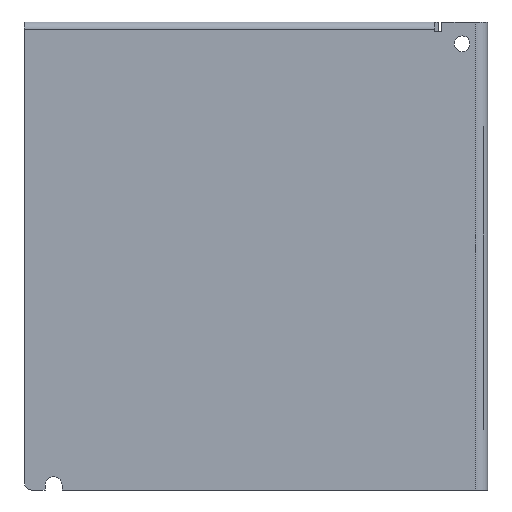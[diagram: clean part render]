
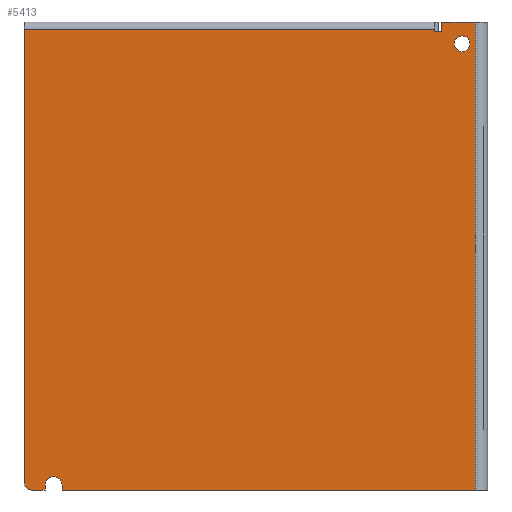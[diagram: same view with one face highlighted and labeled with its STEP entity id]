
A CAD part, front view. The second image highlights one B-rep face of the part: STEP entity #5413.
In plain terms, the highlighted planar face has unit normal (0, -1, 0).
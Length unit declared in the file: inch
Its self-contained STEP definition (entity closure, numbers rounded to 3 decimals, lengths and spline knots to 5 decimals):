
#3148 = VERTEX_POINT ( 'NONE', #11105 ) ;
#3161 = VERTEX_POINT ( 'NONE', #11118 ) ;
#3166 = VERTEX_POINT ( 'NONE', #11123 ) ;
#3254 = VERTEX_POINT ( 'NONE', #11211 ) ;
#3267 = VERTEX_POINT ( 'NONE', #11224 ) ;
#3275 = VERTEX_POINT ( 'NONE', #11232 ) ;
#3748 = EDGE_CURVE ( 'NONE', #3254, #3267, #27090, .T. ) ;
#3749 = EDGE_CURVE ( 'NONE', #3166, #3148, #10354, .T. ) ;
#3756 = EDGE_CURVE ( 'NONE', #3275, #3161, #27108, .T. ) ;
#5413 = ADVANCED_FACE ( 'NONE', ( #18059, #18060 ), #21427, .T. ) ;
#10354 = LINE ( 'NONE', #12076, #27097 ) ;
#11105 = CARTESIAN_POINT ( 'NONE',  ( 1.81, -0.75, -3.86 ) ) ;
#11118 = CARTESIAN_POINT ( 'NONE',  ( 1.7, -0.75, -0.245 ) ) ;
#11123 = CARTESIAN_POINT ( 'NONE',  ( -1.6, -0.75, -3.86 ) ) ;
#11211 = CARTESIAN_POINT ( 'NONE',  ( -1.6, -0.75, -3.82 ) ) ;
#11224 = CARTESIAN_POINT ( 'NONE',  ( -1.67, -0.75, -3.75 ) ) ;
#11232 = CARTESIAN_POINT ( 'NONE',  ( 1.7, -0.75, -0.115 ) ) ;
#12073 = CARTESIAN_POINT ( 'NONE',  ( -1.67, -0.75, -3.82 ) ) ;
#12074 = DIRECTION ( 'NONE',  ( 0., -1., 0. ) ) ;
#12075 = DIRECTION ( 'NONE',  ( 0., 0., -1. ) ) ;
#12076 = CARTESIAN_POINT ( 'NONE',  ( -1.91, -0.75, -3.86 ) ) ;
#12077 = DIRECTION ( 'NONE',  ( 1., 0., 0. ) ) ;
#12091 = CARTESIAN_POINT ( 'NONE',  ( 1.7, -0.75, -0.18 ) ) ;
#12092 = DIRECTION ( 'NONE',  ( 0., -1., 0. ) ) ;
#12093 = DIRECTION ( 'NONE',  ( 0., 0., -1. ) ) ;
#18059 = FACE_OUTER_BOUND ( 'NONE', #31937, .T. ) ;
#18060 = FACE_BOUND ( 'NONE', #32072, .T. ) ;
#18166 = LINE ( 'NONE', #21756, #20760 ) ;
#18168 = LINE ( 'NONE', #21769, #20767 ) ;
#18169 = LINE ( 'NONE', #21771, #20768 ) ;
#18170 = LINE ( 'NONE', #21773, #20770 ) ;
#18171 = LINE ( 'NONE', #21775, #20772 ) ;
#18173 = LINE ( 'NONE', #21782, #20775 ) ;
#18175 = LINE ( 'NONE', #21789, #20778 ) ;
#18189 = LINE ( 'NONE', #21835, #20805 ) ;
#18228 = LINE ( 'NONE', #22414, #21942 ) ;
#18391 = LINE ( 'NONE', #23271, #22092 ) ;
#20665 = AXIS2_PLACEMENT_3D ( 'NONE', #21428, #21429, #21430 ) ;
#20745 = CIRCLE ( 'NONE', #20766, 0.06 ) ;
#20760 = VECTOR ( 'NONE', #21757, 39.37008 ) ;
#20766 = AXIS2_PLACEMENT_3D ( 'NONE', #21766, #21767, #21768 ) ;
#20767 = VECTOR ( 'NONE', #21770, 39.37008 ) ;
#20768 = VECTOR ( 'NONE', #21772, 39.37008 ) ;
#20769 = CIRCLE ( 'NONE', #20797, 0.065 ) ;
#20770 = VECTOR ( 'NONE', #21774, 39.37008 ) ;
#20772 = VECTOR ( 'NONE', #21776, 39.37008 ) ;
#20775 = VECTOR ( 'NONE', #21783, 39.37008 ) ;
#20778 = VECTOR ( 'NONE', #21790, 39.37008 ) ;
#20788 = CIRCLE ( 'NONE', #20803, 0.07 ) ;
#20797 = AXIS2_PLACEMENT_3D ( 'NONE', #21822, #21823, #21824 ) ;
#20803 = AXIS2_PLACEMENT_3D ( 'NONE', #21832, #21833, #21834 ) ;
#20805 = VECTOR ( 'NONE', #21836, 39.37008 ) ;
#21427 = PLANE ( 'NONE',  #20665 ) ;
#21428 = CARTESIAN_POINT ( 'NONE',  ( -1.91, -0.75, -3.86 ) ) ;
#21429 = DIRECTION ( 'NONE',  ( 0., -1., 0. ) ) ;
#21430 = DIRECTION ( 'NONE',  ( 0., 0., -1. ) ) ;
#21756 = CARTESIAN_POINT ( 'NONE',  ( -1.91, -0.75, -3.86 ) ) ;
#21757 = DIRECTION ( 'NONE',  ( 1., 0., 0. ) ) ;
#21766 = CARTESIAN_POINT ( 'NONE',  ( -1.85, -0.75, -3.8 ) ) ;
#21767 = DIRECTION ( 'NONE',  ( 0., -1., 0. ) ) ;
#21768 = DIRECTION ( 'NONE',  ( 0., 0., -1. ) ) ;
#21769 = CARTESIAN_POINT ( 'NONE',  ( -1.74, -0.75, -3.86 ) ) ;
#21770 = DIRECTION ( 'NONE',  ( 0., 0., -1. ) ) ;
#21771 = CARTESIAN_POINT ( 'NONE',  ( -1.91, -0.75, -0.06 ) ) ;
#21772 = DIRECTION ( 'NONE',  ( -1., 0., 0. ) ) ;
#21773 = CARTESIAN_POINT ( 'NONE',  ( -1.91, -0.75, -3.86 ) ) ;
#21774 = DIRECTION ( 'NONE',  ( 0., 0., 1. ) ) ;
#21775 = CARTESIAN_POINT ( 'NONE',  ( 1.53196, -0.75, -3.86 ) ) ;
#21776 = DIRECTION ( 'NONE',  ( 0., 0., 1. ) ) ;
#21782 = CARTESIAN_POINT ( 'NONE',  ( -1.6, -0.75, -3.86 ) ) ;
#21783 = DIRECTION ( 'NONE',  ( 0., 0., 1. ) ) ;
#21789 = CARTESIAN_POINT ( 'NONE',  ( 1.81, -0.75, -3.86 ) ) ;
#21790 = DIRECTION ( 'NONE',  ( 0., 0., 1. ) ) ;
#21822 = CARTESIAN_POINT ( 'NONE',  ( 1.7, -0.75, -0.18 ) ) ;
#21823 = DIRECTION ( 'NONE',  ( 0., -1., 0. ) ) ;
#21824 = DIRECTION ( 'NONE',  ( 0., 0., -1. ) ) ;
#21832 = CARTESIAN_POINT ( 'NONE',  ( -1.67, -0.75, -3.82 ) ) ;
#21833 = DIRECTION ( 'NONE',  ( 0., -1., 0. ) ) ;
#21834 = DIRECTION ( 'NONE',  ( 0., 0., -1. ) ) ;
#21835 = CARTESIAN_POINT ( 'NONE',  ( -1.91, -0.75, -0.08 ) ) ;
#21836 = DIRECTION ( 'NONE',  ( 1., 0., 0. ) ) ;
#21942 = VECTOR ( 'NONE', #22415, 39.37008 ) ;
#22092 = VECTOR ( 'NONE', #23272, 39.37008 ) ;
#22414 = CARTESIAN_POINT ( 'NONE',  ( 1.473, -0.75, -3.86 ) ) ;
#22415 = DIRECTION ( 'NONE',  ( 0., 0., -1. ) ) ;
#23271 = CARTESIAN_POINT ( 'NONE',  ( -1.91, -0.75, 0. ) ) ;
#23272 = DIRECTION ( 'NONE',  ( 1., 0., 0. ) ) ;
#27090 = CIRCLE ( 'NONE', #27093, 0.07 ) ;
#27093 = AXIS2_PLACEMENT_3D ( 'NONE', #12073, #12074, #12075 ) ;
#27097 = VECTOR ( 'NONE', #12077, 39.37008 ) ;
#27108 = CIRCLE ( 'NONE', #27111, 0.065 ) ;
#27111 = AXIS2_PLACEMENT_3D ( 'NONE', #12091, #12092, #12093 ) ;
#28700 = EDGE_CURVE ( 'NONE', #41934, #41935, #18166, .T. ) ;
#28706 = EDGE_CURVE ( 'NONE', #41933, #41934, #20745, .T. ) ;
#28708 = EDGE_CURVE ( 'NONE', #41936, #41935, #18168, .T. ) ;
#28709 = EDGE_CURVE ( 'NONE', #41931, #41932, #18169, .T. ) ;
#28711 = EDGE_CURVE ( 'NONE', #41933, #41932, #18170, .T. ) ;
#28712 = EDGE_CURVE ( 'NONE', #41930, #41925, #18171, .T. ) ;
#28717 = EDGE_CURVE ( 'NONE', #3166, #3254, #18173, .T. ) ;
#28727 = EDGE_CURVE ( 'NONE', #3148, #41927, #18175, .T. ) ;
#28869 = EDGE_CURVE ( 'NONE', #3161, #3275, #20769, .T. ) ;
#28985 = EDGE_CURVE ( 'NONE', #3267, #41936, #20788, .T. ) ;
#28986 = EDGE_CURVE ( 'NONE', #41929, #41930, #18189, .T. ) ;
#29405 = CARTESIAN_POINT ( 'NONE',  ( 1.53196, -0.75, 0. ) ) ;
#29407 = CARTESIAN_POINT ( 'NONE',  ( 1.81, -0.75, 0. ) ) ;
#29409 = CARTESIAN_POINT ( 'NONE',  ( 1.473, -0.75, -0.08 ) ) ;
#29410 = CARTESIAN_POINT ( 'NONE',  ( 1.53196, -0.75, -0.08 ) ) ;
#29411 = CARTESIAN_POINT ( 'NONE',  ( 1.473, -0.75, -0.06 ) ) ;
#29412 = CARTESIAN_POINT ( 'NONE',  ( -1.91, -0.75, -0.06 ) ) ;
#29413 = CARTESIAN_POINT ( 'NONE',  ( -1.91, -0.75, -3.8 ) ) ;
#29414 = CARTESIAN_POINT ( 'NONE',  ( -1.85, -0.75, -3.86 ) ) ;
#29415 = CARTESIAN_POINT ( 'NONE',  ( -1.74, -0.75, -3.86 ) ) ;
#29416 = CARTESIAN_POINT ( 'NONE',  ( -1.74, -0.75, -3.82 ) ) ;
#30781 = EDGE_CURVE ( 'NONE', #41931, #41929, #18228, .T. ) ;
#31638 = EDGE_CURVE ( 'NONE', #41925, #41927, #18391, .T. ) ;
#31937 = EDGE_LOOP ( 'NONE', ( #33116, #33105, #33106, #33111, #33110, #33108, #33109, #33098, #33099, #33103, #33104, #33102, #33101, #33100 ) ) ;
#32072 = EDGE_LOOP ( 'NONE', ( #33091, #33123 ) ) ;
#33091 = ORIENTED_EDGE ( 'NONE', *, *, #3756, .F. ) ;
#33098 = ORIENTED_EDGE ( 'NONE', *, *, #28709, .T. ) ;
#33099 = ORIENTED_EDGE ( 'NONE', *, *, #28711, .F. ) ;
#33100 = ORIENTED_EDGE ( 'NONE', *, *, #3748, .F. ) ;
#33101 = ORIENTED_EDGE ( 'NONE', *, *, #28985, .F. ) ;
#33102 = ORIENTED_EDGE ( 'NONE', *, *, #28708, .F. ) ;
#33103 = ORIENTED_EDGE ( 'NONE', *, *, #28706, .T. ) ;
#33104 = ORIENTED_EDGE ( 'NONE', *, *, #28700, .T. ) ;
#33105 = ORIENTED_EDGE ( 'NONE', *, *, #3749, .T. ) ;
#33106 = ORIENTED_EDGE ( 'NONE', *, *, #28727, .T. ) ;
#33108 = ORIENTED_EDGE ( 'NONE', *, *, #28986, .F. ) ;
#33109 = ORIENTED_EDGE ( 'NONE', *, *, #30781, .F. ) ;
#33110 = ORIENTED_EDGE ( 'NONE', *, *, #28712, .F. ) ;
#33111 = ORIENTED_EDGE ( 'NONE', *, *, #31638, .F. ) ;
#33116 = ORIENTED_EDGE ( 'NONE', *, *, #28717, .F. ) ;
#33123 = ORIENTED_EDGE ( 'NONE', *, *, #28869, .F. ) ;
#41925 = VERTEX_POINT ( 'NONE', #29405 ) ;
#41927 = VERTEX_POINT ( 'NONE', #29407 ) ;
#41929 = VERTEX_POINT ( 'NONE', #29409 ) ;
#41930 = VERTEX_POINT ( 'NONE', #29410 ) ;
#41931 = VERTEX_POINT ( 'NONE', #29411 ) ;
#41932 = VERTEX_POINT ( 'NONE', #29412 ) ;
#41933 = VERTEX_POINT ( 'NONE', #29413 ) ;
#41934 = VERTEX_POINT ( 'NONE', #29414 ) ;
#41935 = VERTEX_POINT ( 'NONE', #29415 ) ;
#41936 = VERTEX_POINT ( 'NONE', #29416 ) ;
